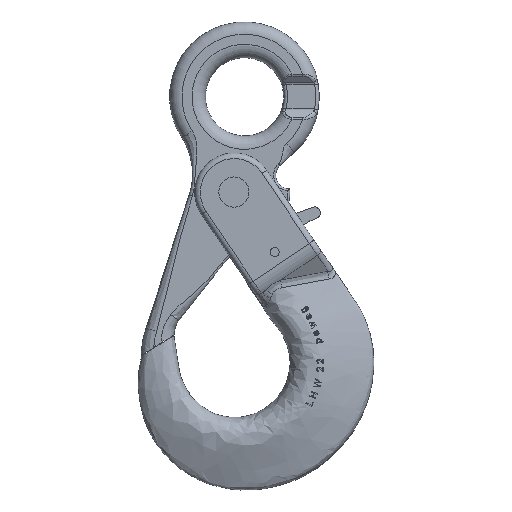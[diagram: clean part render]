
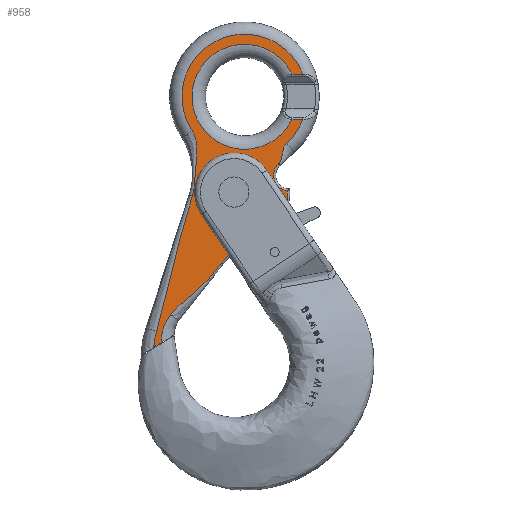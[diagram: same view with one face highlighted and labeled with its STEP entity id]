
A CAD part, top view. The second image highlights one B-rep face of the part: STEP entity #958.
In plain terms, the highlighted planar face has unit normal (0, 0, 1).
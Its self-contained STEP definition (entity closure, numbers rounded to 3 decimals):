
#701=(
BOUNDED_CURVE()
B_SPLINE_CURVE(3,(#8197,#8198,#8199,#8200,#8201,#8202,#8203,#8204,#8205,
#8206,#8207,#8208),.UNSPECIFIED.,.F.,.F.)
B_SPLINE_CURVE_WITH_KNOTS((4,2,2,2,2,4),(0.,0.25,0.375,0.5,0.75,1.),.UNSPECIFIED.)
CURVE()
GEOMETRIC_REPRESENTATION_ITEM()
RATIONAL_B_SPLINE_CURVE((1.,1.,1.,1.,1.,1.,1.,1.,1.,1.,1.,1.))
REPRESENTATION_ITEM('')
);
#702=(
BOUNDED_CURVE()
B_SPLINE_CURVE(3,(#8210,#8211,#8212,#8213,#8214,#8215,#8216),.UNSPECIFIED.,
.F.,.F.)
B_SPLINE_CURVE_WITH_KNOTS((4,3,4),(0.,0.021,1.),.UNSPECIFIED.)
CURVE()
GEOMETRIC_REPRESENTATION_ITEM()
RATIONAL_B_SPLINE_CURVE((1.,1.,1.,1.,1.,1.,1.))
REPRESENTATION_ITEM('')
);
#703=(
BOUNDED_CURVE()
B_SPLINE_CURVE(3,(#8218,#8219,#8220,#8221),.UNSPECIFIED.,.F.,.F.)
B_SPLINE_CURVE_WITH_KNOTS((4,4),(0.,1.),.UNSPECIFIED.)
CURVE()
GEOMETRIC_REPRESENTATION_ITEM()
RATIONAL_B_SPLINE_CURVE((1.,1.,1.,1.))
REPRESENTATION_ITEM('')
);
#704=(
BOUNDED_CURVE()
B_SPLINE_CURVE(3,(#8222,#8223,#8224,#8225,#8226,#8227),.UNSPECIFIED.,.F.,
.F.)
B_SPLINE_CURVE_WITH_KNOTS((4,2,4),(0.,0.519,1.),.UNSPECIFIED.)
CURVE()
GEOMETRIC_REPRESENTATION_ITEM()
RATIONAL_B_SPLINE_CURVE((1.,1.,1.,1.,1.,1.))
REPRESENTATION_ITEM('')
);
#705=(
BOUNDED_CURVE()
B_SPLINE_CURVE(3,(#8229,#8230,#8231,#8232,#8233,#8234,#8235),.UNSPECIFIED.,
.F.,.F.)
B_SPLINE_CURVE_WITH_KNOTS((4,3,4),(0.,0.229,1.),.UNSPECIFIED.)
CURVE()
GEOMETRIC_REPRESENTATION_ITEM()
RATIONAL_B_SPLINE_CURVE((1.,1.,1.,1.,1.,1.,1.))
REPRESENTATION_ITEM('')
);
#706=(
BOUNDED_CURVE()
B_SPLINE_CURVE(3,(#8244,#8245,#8246,#8247),.UNSPECIFIED.,.F.,.F.)
B_SPLINE_CURVE_WITH_KNOTS((4,4),(0.,1.),.UNSPECIFIED.)
CURVE()
GEOMETRIC_REPRESENTATION_ITEM()
RATIONAL_B_SPLINE_CURVE((1.,1.,1.,1.))
REPRESENTATION_ITEM('')
);
#958=ADVANCED_FACE('',(#1353,#1446),#1243,.F.);
#1243=PLANE('',#5880);
#1353=FACE_BOUND('',#1775,.T.);
#1446=FACE_OUTER_BOUND('',#1776,.T.);
#1775=EDGE_LOOP('',(#2505));
#1776=EDGE_LOOP('',(#2506,#2507,#2508,#2509,#2510,#2511,#2512,#2513,#2514,
#2515,#2516,#2517,#2518,#2519,#2520,#2521,#2522,#2523));
#2098=CIRCLE('',#5815,47.);
#2126=CIRCLE('',#5873,30.);
#2127=CIRCLE('',#5874,56.);
#2128=CIRCLE('',#5875,52.);
#2129=CIRCLE('',#5876,48.);
#2130=CIRCLE('',#5877,48.);
#2131=CIRCLE('',#5878,14.);
#2132=CIRCLE('',#5879,56.);
#2505=ORIENTED_EDGE('',*,*,#4534,.T.);
#2506=ORIENTED_EDGE('',*,*,#4443,.F.);
#2507=ORIENTED_EDGE('',*,*,#4535,.F.);
#2508=ORIENTED_EDGE('',*,*,#4536,.F.);
#2509=ORIENTED_EDGE('',*,*,#4537,.F.);
#2510=ORIENTED_EDGE('',*,*,#4538,.F.);
#2511=ORIENTED_EDGE('',*,*,#4539,.F.);
#2512=ORIENTED_EDGE('',*,*,#4476,.F.);
#2513=ORIENTED_EDGE('',*,*,#4540,.F.);
#2514=ORIENTED_EDGE('',*,*,#4541,.F.);
#2515=ORIENTED_EDGE('',*,*,#4542,.F.);
#2516=ORIENTED_EDGE('',*,*,#4543,.F.);
#2517=ORIENTED_EDGE('',*,*,#4502,.T.);
#2518=ORIENTED_EDGE('',*,*,#4505,.T.);
#2519=ORIENTED_EDGE('',*,*,#4544,.F.);
#2520=ORIENTED_EDGE('',*,*,#4545,.F.);
#2521=ORIENTED_EDGE('',*,*,#4546,.F.);
#2522=ORIENTED_EDGE('',*,*,#4547,.F.);
#2523=ORIENTED_EDGE('',*,*,#4548,.F.);
#3899=VERTEX_POINT('',#7350);
#3900=VERTEX_POINT('',#7352);
#3923=VERTEX_POINT('',#7580);
#3924=VERTEX_POINT('',#7582);
#3933=VERTEX_POINT('',#7875);
#3934=VERTEX_POINT('',#7877);
#3935=VERTEX_POINT('',#7914);
#3948=VERTEX_POINT('',#8192);
#3949=VERTEX_POINT('',#8194);
#3950=VERTEX_POINT('',#8196);
#3951=VERTEX_POINT('',#8209);
#3952=VERTEX_POINT('',#8217);
#3953=VERTEX_POINT('',#8228);
#3954=VERTEX_POINT('',#8236);
#3955=VERTEX_POINT('',#8238);
#3956=VERTEX_POINT('',#8241);
#3957=VERTEX_POINT('',#8243);
#3958=VERTEX_POINT('',#8248);
#3959=VERTEX_POINT('',#8250);
#4443=EDGE_CURVE('',#3899,#3900,#2098,.T.);
#4476=EDGE_CURVE('',#3923,#3924,#5224,.T.);
#4502=EDGE_CURVE('',#3934,#3933,#5231,.T.);
#4505=EDGE_CURVE('',#3933,#3935,#5232,.T.);
#4534=EDGE_CURVE('',#3948,#3948,#2126,.T.);
#4535=EDGE_CURVE('',#3949,#3899,#5239,.T.);
#4536=EDGE_CURVE('',#3950,#3949,#2127,.T.);
#4537=EDGE_CURVE('',#3951,#3950,#701,.T.);
#4538=EDGE_CURVE('',#3952,#3951,#702,.T.);
#4539=EDGE_CURVE('',#3924,#3952,#703,.T.);
#4540=EDGE_CURVE('',#3953,#3923,#704,.T.);
#4541=EDGE_CURVE('',#3954,#3953,#705,.T.);
#4542=EDGE_CURVE('',#3955,#3954,#2128,.T.);
#4543=EDGE_CURVE('',#3934,#3955,#2129,.T.);
#4544=EDGE_CURVE('',#3956,#3935,#2130,.T.);
#4545=EDGE_CURVE('',#3957,#3956,#2131,.T.);
#4546=EDGE_CURVE('',#3958,#3957,#706,.T.);
#4547=EDGE_CURVE('',#3959,#3958,#2132,.T.);
#4548=EDGE_CURVE('',#3900,#3959,#5240,.T.);
#5224=LINE('',#7581,#5468);
#5231=LINE('',#7876,#5475);
#5232=LINE('',#7915,#5476);
#5239=LINE('',#8193,#5483);
#5240=LINE('',#8251,#5484);
#5468=VECTOR('',#6264,1.);
#5475=VECTOR('',#6303,1.);
#5476=VECTOR('',#6306,1.);
#5483=VECTOR('',#6363,1.);
#5484=VECTOR('',#6376,1.);
#5815=AXIS2_PLACEMENT_3D('',#7351,#6222,#6223);
#5873=AXIS2_PLACEMENT_3D('',#8191,#6361,#6362);
#5874=AXIS2_PLACEMENT_3D('',#8195,#6364,#6365);
#5875=AXIS2_PLACEMENT_3D('',#8237,#6366,#6367);
#5876=AXIS2_PLACEMENT_3D('',#8239,#6368,#6369);
#5877=AXIS2_PLACEMENT_3D('',#8240,#6370,#6371);
#5878=AXIS2_PLACEMENT_3D('',#8242,#6372,#6373);
#5879=AXIS2_PLACEMENT_3D('',#8249,#6374,#6375);
#5880=AXIS2_PLACEMENT_3D('',#8252,#6377,#6378);
#6222=DIRECTION('',(0.,0.,1.));
#6223=DIRECTION('',(1.,0.,0.));
#6264=DIRECTION('',(-0.848,-0.53,0.));
#6303=DIRECTION('',(0.358,0.934,0.));
#6306=DIRECTION('',(0.998,0.07,0.));
#6361=DIRECTION('',(0.,0.,-1.));
#6362=DIRECTION('',(1.,0.,0.));
#6363=DIRECTION('',(-1.,0.,0.));
#6364=DIRECTION('',(0.,0.,-1.));
#6365=DIRECTION('',(1.,0.,0.));
#6366=DIRECTION('',(0.,0.,1.));
#6367=DIRECTION('',(1.,0.,0.));
#6368=DIRECTION('',(0.,0.,-1.));
#6369=DIRECTION('',(1.,0.,0.));
#6370=DIRECTION('',(0.,0.,-1.));
#6371=DIRECTION('',(1.,0.,0.));
#6372=DIRECTION('',(0.,0.,1.));
#6373=DIRECTION('',(1.,0.,0.));
#6374=DIRECTION('',(0.,0.,-1.));
#6375=DIRECTION('',(1.,0.,0.));
#6376=DIRECTION('',(1.,0.,0.));
#6377=DIRECTION('',(0.,0.,-1.));
#6378=DIRECTION('',(1.,0.,0.));
#7350=CARTESIAN_POINT('',(51.601,257.142,12.));
#7351=CARTESIAN_POINT('',(9.183,236.9,12.));
#7352=CARTESIAN_POINT('',(51.601,216.658,12.));
#7580=CARTESIAN_POINT('',(-64.994,17.116,12.));
#7581=CARTESIAN_POINT('',(-53.817,24.1,12.));
#7582=CARTESIAN_POINT('',(-72.129,12.657,12.));
#7875=CARTESIAN_POINT('',(26.683,129.6,12.));
#7876=CARTESIAN_POINT('',(-16.383,17.408,12.));
#7877=CARTESIAN_POINT('',(18.116,107.28,12.));
#7914=CARTESIAN_POINT('',(42.911,130.735,12.));
#7915=CARTESIAN_POINT('',(-40.864,124.877,12.));
#8191=CARTESIAN_POINT('',(-0.317,151.6,12.));
#8192=CARTESIAN_POINT('',(29.683,151.6,12.));
#8193=CARTESIAN_POINT('',(52.105,257.142,12.));
#8194=CARTESIAN_POINT('',(61.397,257.142,12.));
#8195=CARTESIAN_POINT('',(9.183,236.9,12.));
#8196=CARTESIAN_POINT('',(-37.777,206.393,12.));
#8197=CARTESIAN_POINT('',(-37.384,148.24,12.));
#8198=CARTESIAN_POINT('',(-35.932,152.709,12.));
#8199=CARTESIAN_POINT('',(-35.552,157.41,12.));
#8200=CARTESIAN_POINT('',(-35.347,164.338,12.));
#8201=CARTESIAN_POINT('',(-35.38,166.63,12.));
#8202=CARTESIAN_POINT('',(-35.084,171.243,12.));
#8203=CARTESIAN_POINT('',(-34.785,173.579,12.));
#8204=CARTESIAN_POINT('',(-33.827,180.821,12.));
#8205=CARTESIAN_POINT('',(-33.124,186.016,12.));
#8206=CARTESIAN_POINT('',(-33.65,196.599,12.));
#8207=CARTESIAN_POINT('',(-34.892,201.952,12.));
#8208=CARTESIAN_POINT('',(-37.777,206.393,12.));
#8209=CARTESIAN_POINT('',(-37.384,148.24,12.));
#8210=CARTESIAN_POINT('',(-69.376,26.865,12.));
#8211=CARTESIAN_POINT('',(-69.099,27.716,12.));
#8212=CARTESIAN_POINT('',(-68.869,28.583,12.));
#8213=CARTESIAN_POINT('',(-68.639,29.449,12.));
#8214=CARTESIAN_POINT('',(-58.13,69.017,12.));
#8215=CARTESIAN_POINT('',(-50.016,109.363,12.));
#8216=CARTESIAN_POINT('',(-37.384,148.24,12.));
#8217=CARTESIAN_POINT('',(-69.376,26.865,12.));
#8218=CARTESIAN_POINT('',(-72.129,12.657,12.));
#8219=CARTESIAN_POINT('',(-71.754,17.466,12.));
#8220=CARTESIAN_POINT('',(-70.875,22.251,12.));
#8221=CARTESIAN_POINT('',(-69.376,26.865,12.));
#8222=CARTESIAN_POINT('',(-56.742,42.011,12.));
#8223=CARTESIAN_POINT('',(-59.465,38.526,12.));
#8224=CARTESIAN_POINT('',(-61.808,34.623,12.));
#8225=CARTESIAN_POINT('',(-64.741,26.164,12.));
#8226=CARTESIAN_POINT('',(-65.383,21.677,12.));
#8227=CARTESIAN_POINT('',(-64.994,17.116,12.));
#8228=CARTESIAN_POINT('',(-56.742,42.011,12.));
#8229=CARTESIAN_POINT('',(-11.75,88.078,12.));
#8230=CARTESIAN_POINT('',(-14.764,84.22,12.));
#8231=CARTESIAN_POINT('',(-17.778,80.363,12.));
#8232=CARTESIAN_POINT('',(-20.792,76.505,12.));
#8233=CARTESIAN_POINT('',(-30.912,63.551,12.));
#8234=CARTESIAN_POINT('',(-46.621,54.964,12.));
#8235=CARTESIAN_POINT('',(-56.742,42.011,12.));
#8236=CARTESIAN_POINT('',(-11.75,88.078,12.));
#8237=CARTESIAN_POINT('',(29.227,56.064,12.));
#8238=CARTESIAN_POINT('',(13.864,105.743,12.));
#8239=CARTESIAN_POINT('',(-0.317,151.6,12.));
#8240=CARTESIAN_POINT('',(-0.317,151.6,12.));
#8241=CARTESIAN_POINT('',(47.671,152.672,12.));
#8242=CARTESIAN_POINT('',(49.162,166.592,12.));
#8243=CARTESIAN_POINT('',(39.795,176.996,12.));
#8244=CARTESIAN_POINT('',(46.655,195.284,12.));
#8245=CARTESIAN_POINT('',(42.361,191.417,12.));
#8246=CARTESIAN_POINT('',(44.089,180.863,12.));
#8247=CARTESIAN_POINT('',(39.795,176.996,12.));
#8248=CARTESIAN_POINT('',(46.655,195.284,12.));
#8249=CARTESIAN_POINT('',(9.183,236.9,12.));
#8250=CARTESIAN_POINT('',(61.397,216.658,12.));
#8251=CARTESIAN_POINT('',(61.807,216.658,12.));
#8252=CARTESIAN_POINT('',(-33.817,24.1,12.));
